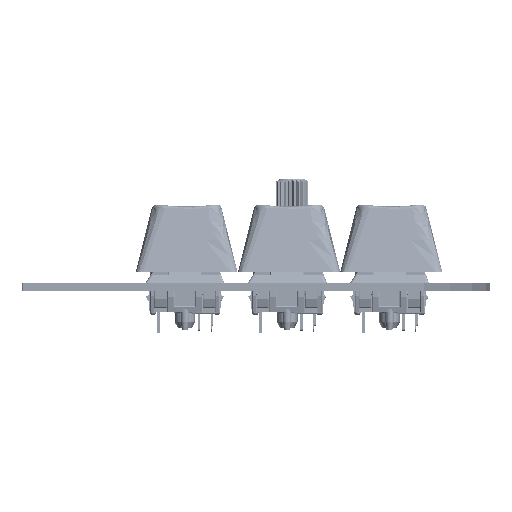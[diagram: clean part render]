
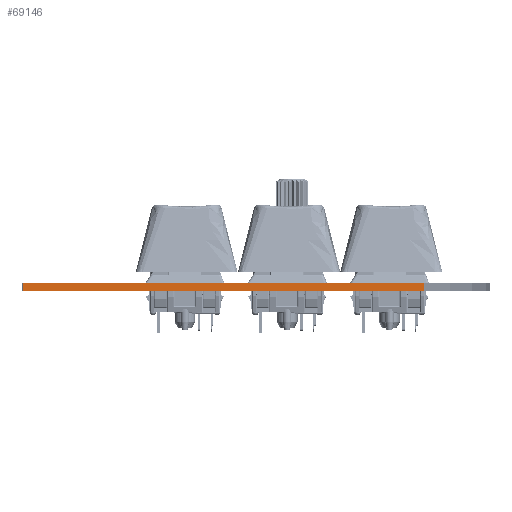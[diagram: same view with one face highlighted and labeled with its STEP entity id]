
A CAD part, left-side view. The second image highlights one B-rep face of the part: STEP entity #69146.
In plain terms, the highlighted planar face has unit normal (-1, -0.001, 0).
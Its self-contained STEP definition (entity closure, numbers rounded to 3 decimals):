
#67299 = VERTEX_POINT('',#67300);
#67300 = CARTESIAN_POINT('',(135.07,-29.01,0.));
#67306 = EDGE_CURVE('',#67307,#67299,#67309,.T.);
#67307 = VERTEX_POINT('',#67308);
#67308 = CARTESIAN_POINT('',(135.11,-104.03,0.));
#67309 = LINE('',#67310,#67311);
#67310 = CARTESIAN_POINT('',(135.11,-104.03,0.));
#67311 = VECTOR('',#67312,1.);
#67312 = DIRECTION('',(-0.001,1.,0.));
#68196 = VERTEX_POINT('',#68197);
#68197 = CARTESIAN_POINT('',(135.07,-29.01,1.51));
#68203 = EDGE_CURVE('',#68204,#68196,#68206,.T.);
#68204 = VERTEX_POINT('',#68205);
#68205 = CARTESIAN_POINT('',(135.11,-104.03,1.51));
#68206 = LINE('',#68207,#68208);
#68207 = CARTESIAN_POINT('',(135.11,-104.03,1.51));
#68208 = VECTOR('',#68209,1.);
#68209 = DIRECTION('',(-0.001,1.,0.));
#69116 = EDGE_CURVE('',#67299,#68196,#69117,.T.);
#69117 = LINE('',#69118,#69119);
#69118 = CARTESIAN_POINT('',(135.07,-29.01,0.));
#69119 = VECTOR('',#69120,1.);
#69120 = DIRECTION('',(0.,0.,1.));
#69135 = EDGE_CURVE('',#67307,#68204,#69136,.T.);
#69136 = LINE('',#69137,#69138);
#69137 = CARTESIAN_POINT('',(135.11,-104.03,0.));
#69138 = VECTOR('',#69139,1.);
#69139 = DIRECTION('',(0.,0.,1.));
#69146 = ADVANCED_FACE('',(#69147),#69153,.T.);
#69147 = FACE_BOUND('',#69148,.T.);
#69148 = EDGE_LOOP('',(#69149,#69150,#69151,#69152));
#69149 = ORIENTED_EDGE('',*,*,#69135,.T.);
#69150 = ORIENTED_EDGE('',*,*,#68203,.T.);
#69151 = ORIENTED_EDGE('',*,*,#69116,.F.);
#69152 = ORIENTED_EDGE('',*,*,#67306,.F.);
#69153 = PLANE('',#69154);
#69154 = AXIS2_PLACEMENT_3D('',#69155,#69156,#69157);
#69155 = CARTESIAN_POINT('',(135.11,-104.03,0.));
#69156 = DIRECTION('',(-1.,-0.001,0.));
#69157 = DIRECTION('',(-0.001,1.,0.));
